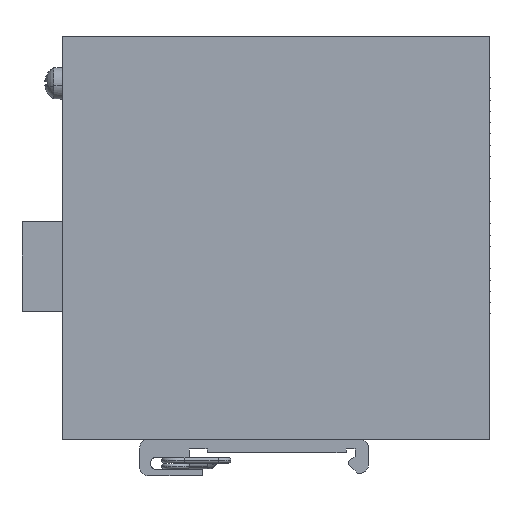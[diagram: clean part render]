
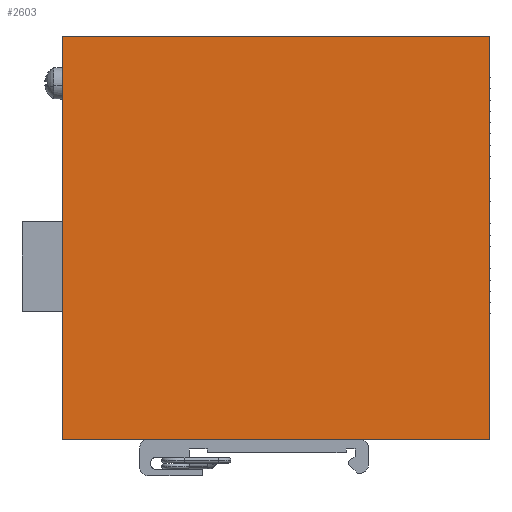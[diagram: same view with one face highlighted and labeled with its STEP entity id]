
A CAD part, left-side view. The second image highlights one B-rep face of the part: STEP entity #2603.
In plain terms, the highlighted planar face has unit normal (-1, 0, 0).
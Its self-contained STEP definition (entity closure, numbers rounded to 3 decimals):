
#2583=AXIS2_PLACEMENT_3D('Plane Axis2P3D',#2580,#2581,#2582) ;
#49=CARTESIAN_POINT('Vertex',(0.,0.,8.2)) ;
#52=CARTESIAN_POINT('Line Origine',(0.,47.5,8.2)) ;
#56=CARTESIAN_POINT('Vertex',(0.,95.,8.2)) ;
#188=CARTESIAN_POINT('Vertex',(0.,0.,97.8)) ;
#191=CARTESIAN_POINT('Line Origine',(0.,0.,53.)) ;
#2580=CARTESIAN_POINT('Axis2P3D Location',(0.,0.,97.8)) ;
#2585=CARTESIAN_POINT('Line Origine',(0.,47.5,97.8)) ;
#2589=CARTESIAN_POINT('Vertex',(0.,95.,97.8)) ;
#2592=CARTESIAN_POINT('Line Origine',(0.,95.,53.)) ;
#53=DIRECTION('Vector Direction',(0.,1.,0.)) ;
#192=DIRECTION('Vector Direction',(0.,0.,-1.)) ;
#2581=DIRECTION('Axis2P3D Direction',(-1.,0.,0.)) ;
#2582=DIRECTION('Axis2P3D XDirection',(0.,1.,0.)) ;
#2586=DIRECTION('Vector Direction',(0.,1.,0.)) ;
#2593=DIRECTION('Vector Direction',(0.,0.,-1.)) ;
#54=VECTOR('Line Direction',#53,1.) ;
#193=VECTOR('Line Direction',#192,1.) ;
#2587=VECTOR('Line Direction',#2586,1.) ;
#2594=VECTOR('Line Direction',#2593,1.) ;
#2598=ORIENTED_EDGE('',*,*,#195,.F.) ;
#2599=ORIENTED_EDGE('',*,*,#2591,.F.) ;
#2600=ORIENTED_EDGE('',*,*,#2596,.T.) ;
#2601=ORIENTED_EDGE('',*,*,#58,.F.) ;
#2603=ADVANCED_FACE('SWITCH',(#2602),#2584,.T.) ;
#58=EDGE_CURVE('',#50,#57,#55,.T.) ;
#195=EDGE_CURVE('',#189,#50,#194,.T.) ;
#2591=EDGE_CURVE('',#2590,#189,#2588,.F.) ;
#2596=EDGE_CURVE('',#2590,#57,#2595,.T.) ;
#2597=EDGE_LOOP('',(#2598,#2599,#2600,#2601)) ;
#2602=FACE_OUTER_BOUND('',#2597,.T.) ;
#55=LINE('Line',#52,#54) ;
#194=LINE('Line',#191,#193) ;
#2588=LINE('Line',#2585,#2587) ;
#2595=LINE('Line',#2592,#2594) ;
#2584=PLANE('',#2583) ;
#50=VERTEX_POINT('',#49) ;
#57=VERTEX_POINT('',#56) ;
#189=VERTEX_POINT('',#188) ;
#2590=VERTEX_POINT('',#2589) ;
